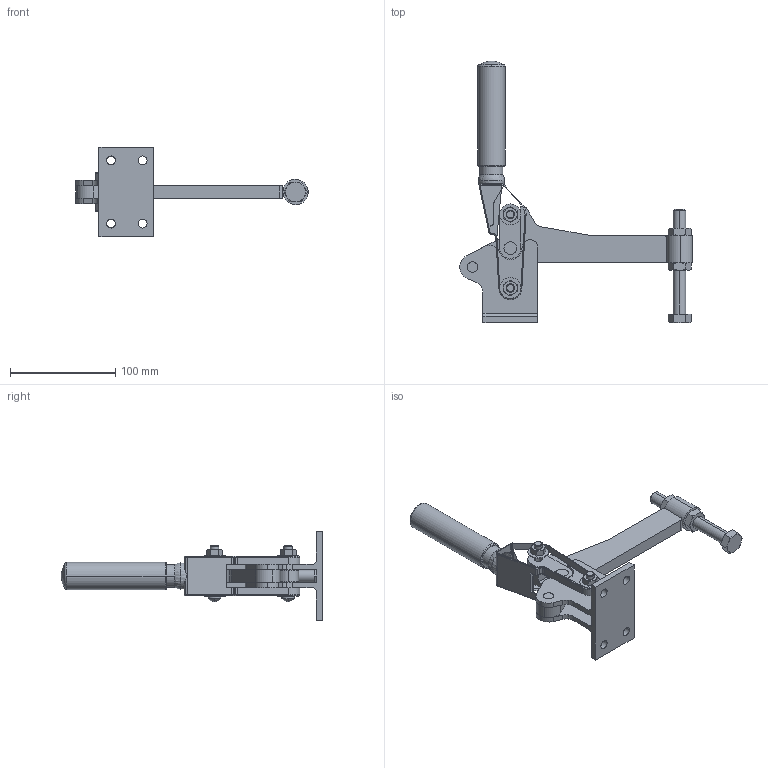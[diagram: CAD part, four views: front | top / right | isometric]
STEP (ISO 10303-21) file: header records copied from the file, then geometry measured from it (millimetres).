
FILE_DESCRIPTION((''),'2;1');
FILE_NAME('M20 SB-135.stp','2004-01-13T10:01:36',('Administrator'),(''),'Autodesk Inventor (R) 6.0','Autodesk Inventor (R) 6.0','');
FILE_SCHEMA(('AUTOMOTIVE_DESIGN { 1 0 10303 214 1 1 1 1 }'));
Length unit declared in the file: millimetre
Products named in the file (8): M20 SB-135; M20 SB-1351; M20 SB-1352; M20 SB-1353; M20 SB-1354; M20 SB-1355; M20 SB-1356; M20 SB-1357
Assembly tree (7 placements, depth 2):
  M20 SB-135
    M20 SB-1351
    M20 SB-1352
    M20 SB-1353
    M20 SB-1354
    M20 SB-1355
    M20 SB-1356
    M20 SB-1357
Bounding box: 220.98 x 248.85 x 85 mm (x, y, z)
Volume: 298839.7 mm3; surface area: 91920.6 mm2
Topology: 8 solids, 8 shells, 368 faces, 926 edges, 588 vertices
Faces by surface type: cylinder 162, plane 113, cone 60, torus 24, sphere 7, bspline 2
Entity records: 11417 total; most frequent: CARTESIAN_POINT 2215, DIRECTION 2043, ORIENTED_EDGE 1844, EDGE_CURVE 922, AXIS2_PLACEMENT_3D 830, VERTEX_POINT 587, CIRCLE 449, EDGE_LOOP 419
